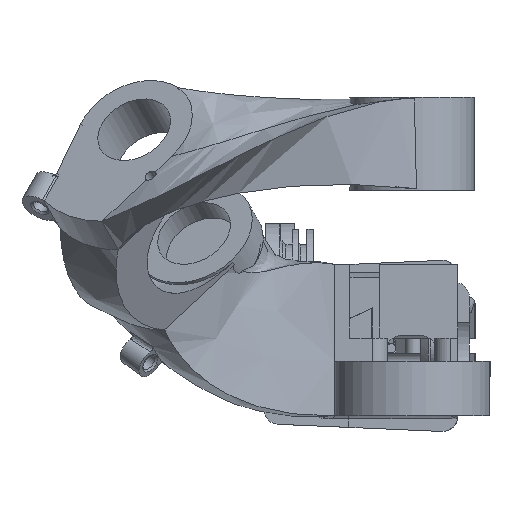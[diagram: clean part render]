
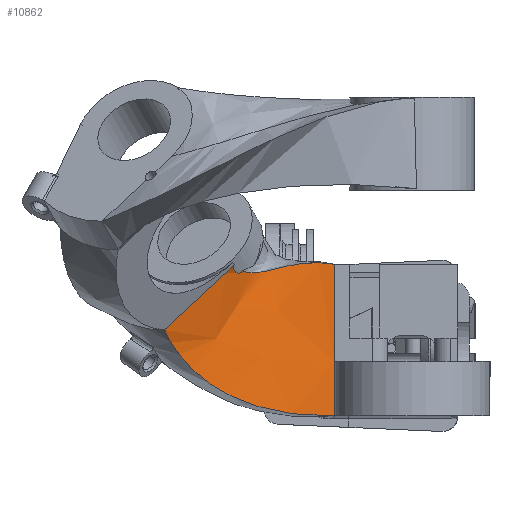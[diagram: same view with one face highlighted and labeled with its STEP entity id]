
A CAD part, left-side view. The second image highlights one B-rep face of the part: STEP entity #10862.
In plain terms, the highlighted free-form (B-spline) face has degree [3, 3] with [4, 4] control points.
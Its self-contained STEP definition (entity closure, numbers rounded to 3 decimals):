
#414=B_SPLINE_SURFACE_WITH_KNOTS('',3,3,((#22399,#22400,#22401,#22402),
(#22403,#22404,#22405,#22406),(#22407,#22408,#22409,#22410),(#22411,#22412,
#22413,#22414)),.UNSPECIFIED.,.F.,.F.,.F.,(4,4),(4,4),(0.,1.),(0.,1.),
 .UNSPECIFIED.);
#584=B_SPLINE_CURVE_WITH_KNOTS('',3,(#20964,#20965,#20966,#20967),
 .UNSPECIFIED.,.F.,.F.,(4,4),(0.,1.),.UNSPECIFIED.);
#624=B_SPLINE_CURVE_WITH_KNOTS('',3,(#21952,#21953,#21954,#21955),
 .UNSPECIFIED.,.F.,.F.,(4,4),(0.,0.87),.UNSPECIFIED.);
#651=B_SPLINE_CURVE_WITH_KNOTS('',3,(#22416,#22417,#22418,#22419,#22420,
#22421,#22422,#22423,#22424,#22425,#22426,#22427,#22428,#22429,#22430,#22431,
#22432,#22433,#22434,#22435,#22436,#22437),.UNSPECIFIED.,.F.,.F.,(4,2,2,
2,2,2,2,2,2,2,4),(0.,0.008,0.017,0.033,
0.066,0.108,0.145,0.17,
0.188,0.202,0.213),.UNSPECIFIED.);
#652=B_SPLINE_CURVE_WITH_KNOTS('',3,(#22440,#22441,#22442,#22443,#22444,
#22445,#22446,#22447),.UNSPECIFIED.,.F.,.F.,(4,2,2,4),(-1.444,
-0.225,0.,0.042),
 .UNSPECIFIED.);
#1751=FACE_OUTER_BOUND('',#2395,.T.);
#2395=EDGE_LOOP('',(#8979,#8980,#8981,#8982,#8983,#8984,#8985,#8986,#8987));
#3167=LINE('',#21509,#3971);
#3209=LINE('',#22439,#4013);
#3210=LINE('',#22449,#4014);
#3211=LINE('',#22451,#4015);
#3212=LINE('',#22452,#4016);
#3971=VECTOR('',#13962,12.5);
#4013=VECTOR('',#14092,1.579);
#4014=VECTOR('',#14093,2.);
#4015=VECTOR('',#14094,0.2);
#4016=VECTOR('',#14095,4.8);
#4821=VERTEX_POINT('',#20961);
#4822=VERTEX_POINT('',#20963);
#4872=VERTEX_POINT('',#21242);
#4946=VERTEX_POINT('',#21507);
#4984=VERTEX_POINT('',#21945);
#5027=VERTEX_POINT('',#22415);
#5028=VERTEX_POINT('',#22438);
#5029=VERTEX_POINT('',#22448);
#5030=VERTEX_POINT('',#22450);
#6164=EDGE_CURVE('',#4822,#4821,#584,.F.);
#6321=EDGE_CURVE('',#4872,#4946,#3167,.T.);
#6373=EDGE_CURVE('',#4946,#4984,#624,.T.);
#6436=EDGE_CURVE('',#5027,#4984,#651,.T.);
#6437=EDGE_CURVE('',#5027,#5028,#3209,.T.);
#6438=EDGE_CURVE('',#4822,#5028,#652,.T.);
#6439=EDGE_CURVE('',#4821,#5029,#3210,.T.);
#6440=EDGE_CURVE('',#5029,#5030,#3211,.T.);
#6441=EDGE_CURVE('',#5030,#4872,#3212,.T.);
#8979=ORIENTED_EDGE('',*,*,#6436,.F.);
#8980=ORIENTED_EDGE('',*,*,#6437,.T.);
#8981=ORIENTED_EDGE('',*,*,#6438,.F.);
#8982=ORIENTED_EDGE('',*,*,#6164,.T.);
#8983=ORIENTED_EDGE('',*,*,#6439,.T.);
#8984=ORIENTED_EDGE('',*,*,#6440,.T.);
#8985=ORIENTED_EDGE('',*,*,#6441,.T.);
#8986=ORIENTED_EDGE('',*,*,#6321,.T.);
#8987=ORIENTED_EDGE('',*,*,#6373,.T.);
#10862=ADVANCED_FACE('',(#1751),#414,.T.);
#13962=DIRECTION('',(0.,0.,1.));
#14092=DIRECTION('',(0.219,-0.714,-0.665));
#14093=DIRECTION('',(0.,0.,1.));
#14094=DIRECTION('',(0.,0.,1.));
#14095=DIRECTION('',(0.,0.,1.));
#20961=CARTESIAN_POINT('',(80.,-6.366,-9.));
#20963=CARTESIAN_POINT('',(87.948,-28.21,2.058));
#20964=CARTESIAN_POINT('Ctrl Pts',(80.,-6.366,-9.));
#20965=CARTESIAN_POINT('Ctrl Pts',(84.867,-19.172,-9.27));
#20966=CARTESIAN_POINT('Ctrl Pts',(84.068,-25.784,-3.42));
#20967=CARTESIAN_POINT('Ctrl Pts',(87.948,-28.21,2.058));
#21242=CARTESIAN_POINT('',(80.,-6.366,-2.));
#21507=CARTESIAN_POINT('',(80.,-6.366,10.5));
#21509=CARTESIAN_POINT('',(80.,-6.366,-2.));
#21945=CARTESIAN_POINT('',(83.722,-18.165,9.64));
#21952=CARTESIAN_POINT('Ctrl Pts',(80.,-6.366,10.5));
#21953=CARTESIAN_POINT('Ctrl Pts',(80.712,-11.851,11.503));
#21954=CARTESIAN_POINT('Ctrl Pts',(80.851,-15.61,8.567));
#21955=CARTESIAN_POINT('Ctrl Pts',(83.722,-18.165,9.64));
#22399=CARTESIAN_POINT('Ctrl Pts',(80.,-6.366,-9.));
#22400=CARTESIAN_POINT('Ctrl Pts',(84.867,-19.172,-9.27));
#22401=CARTESIAN_POINT('Ctrl Pts',(84.068,-25.784,-3.42));
#22402=CARTESIAN_POINT('Ctrl Pts',(87.948,-28.21,2.058));
#22403=CARTESIAN_POINT('Ctrl Pts',(80.,-6.366,-2.5));
#22404=CARTESIAN_POINT('Ctrl Pts',(83.517,-17.005,-2.296));
#22405=CARTESIAN_POINT('Ctrl Pts',(83.005,-22.754,0.255));
#22406=CARTESIAN_POINT('Ctrl Pts',(87.032,-25.216,4.843));
#22407=CARTESIAN_POINT('Ctrl Pts',(80.,-6.366,4.));
#22408=CARTESIAN_POINT('Ctrl Pts',(82.167,-14.837,4.679));
#22409=CARTESIAN_POINT('Ctrl Pts',(81.943,-19.724,3.929));
#22410=CARTESIAN_POINT('Ctrl Pts',(86.117,-22.223,7.629));
#22411=CARTESIAN_POINT('Ctrl Pts',(80.,-6.366,10.5));
#22412=CARTESIAN_POINT('Ctrl Pts',(80.818,-12.669,11.653));
#22413=CARTESIAN_POINT('Ctrl Pts',(80.88,-16.694,7.604));
#22414=CARTESIAN_POINT('Ctrl Pts',(85.201,-19.23,10.414));
#22415=CARTESIAN_POINT('',(85.201,-19.23,10.414));
#22416=CARTESIAN_POINT('Ctrl Pts',(85.201,-19.23,10.414));
#22417=CARTESIAN_POINT('Ctrl Pts',(85.207,-19.249,10.396));
#22418=CARTESIAN_POINT('Ctrl Pts',(85.21,-19.266,10.376));
#22419=CARTESIAN_POINT('Ctrl Pts',(85.208,-19.299,10.328));
#22420=CARTESIAN_POINT('Ctrl Pts',(85.202,-19.313,10.301));
#22421=CARTESIAN_POINT('Ctrl Pts',(85.178,-19.341,10.225));
#22422=CARTESIAN_POINT('Ctrl Pts',(85.153,-19.35,10.176));
#22423=CARTESIAN_POINT('Ctrl Pts',(85.07,-19.36,10.037));
#22424=CARTESIAN_POINT('Ctrl Pts',(84.989,-19.345,9.937));
#22425=CARTESIAN_POINT('Ctrl Pts',(84.769,-19.262,9.713));
#22426=CARTESIAN_POINT('Ctrl Pts',(84.621,-19.18,9.593));
#22427=CARTESIAN_POINT('Ctrl Pts',(84.336,-18.974,9.427));
#22428=CARTESIAN_POINT('Ctrl Pts',(84.21,-18.863,9.378));
#22429=CARTESIAN_POINT('Ctrl Pts',(84.02,-18.666,9.353));
#22430=CARTESIAN_POINT('Ctrl Pts',(83.953,-18.586,9.359));
#22431=CARTESIAN_POINT('Ctrl Pts',(83.858,-18.458,9.394));
#22432=CARTESIAN_POINT('Ctrl Pts',(83.822,-18.405,9.417));
#22433=CARTESIAN_POINT('Ctrl Pts',(83.77,-18.315,9.473));
#22434=CARTESIAN_POINT('Ctrl Pts',(83.752,-18.277,9.502));
#22435=CARTESIAN_POINT('Ctrl Pts',(83.729,-18.213,9.568));
#22436=CARTESIAN_POINT('Ctrl Pts',(83.723,-18.187,9.602));
#22437=CARTESIAN_POINT('Ctrl Pts',(83.722,-18.165,9.64));
#22438=CARTESIAN_POINT('',(85.546,-20.358,9.364));
#22439=CARTESIAN_POINT('',(85.201,-19.23,10.414));
#22440=CARTESIAN_POINT('Ctrl Pts',(87.948,-28.21,2.058));
#22441=CARTESIAN_POINT('Ctrl Pts',(87.548,-26.901,3.276));
#22442=CARTESIAN_POINT('Ctrl Pts',(87.147,-25.592,4.493));
#22443=CARTESIAN_POINT('Ctrl Pts',(86.673,-24.042,5.936));
#22444=CARTESIAN_POINT('Ctrl Pts',(85.804,-21.199,8.581));
#22445=CARTESIAN_POINT('Ctrl Pts',(85.609,-20.563,9.173));
#22446=CARTESIAN_POINT('Ctrl Pts',(85.593,-20.511,9.222));
#22447=CARTESIAN_POINT('Ctrl Pts',(85.546,-20.358,9.364));
#22448=CARTESIAN_POINT('',(80.,-6.366,-7.));
#22449=CARTESIAN_POINT('',(80.,-6.366,-9.));
#22450=CARTESIAN_POINT('',(80.,-6.366,-6.8));
#22451=CARTESIAN_POINT('',(80.,-6.366,-7.));
#22452=CARTESIAN_POINT('',(80.,-6.366,-6.8));
